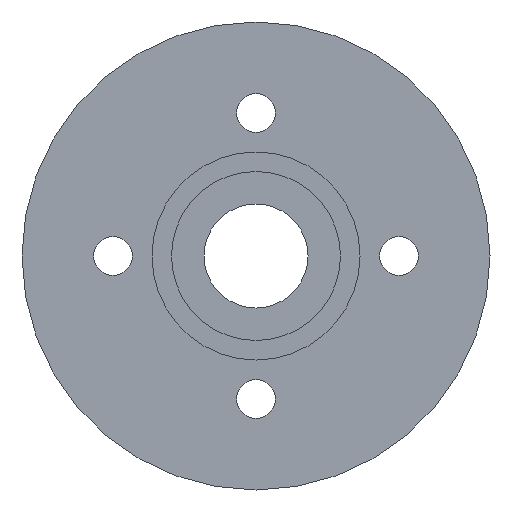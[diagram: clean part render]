
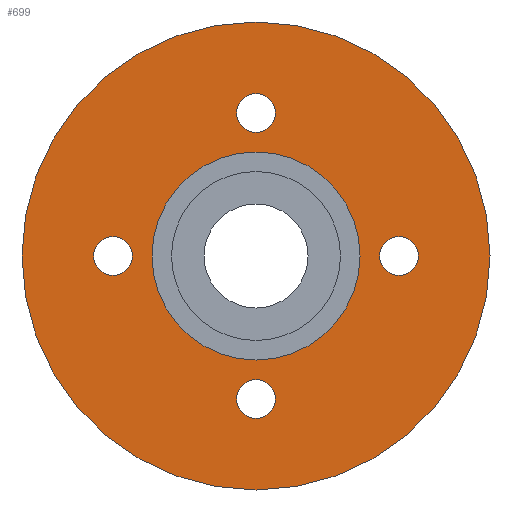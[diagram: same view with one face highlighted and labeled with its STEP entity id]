
A CAD part, front view. The second image highlights one B-rep face of the part: STEP entity #699.
In plain terms, the highlighted planar face has unit normal (0, -1, 0).
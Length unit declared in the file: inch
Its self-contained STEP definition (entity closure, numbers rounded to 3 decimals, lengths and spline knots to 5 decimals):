
#2 = CARTESIAN_POINT ( 'NONE',  ( -1.37496, 0., 0.00004 ) ) ;
#10 = EDGE_LOOP ( 'NONE', ( #496, #38 ) ) ;
#11 = ORIENTED_EDGE ( 'NONE', *, *, #688, .T. ) ;
#12 = AXIS2_PLACEMENT_3D ( 'NONE', #326, #92, #568 ) ;
#17 = DIRECTION ( 'NONE',  ( 0., 0., -1. ) ) ;
#37 = CARTESIAN_POINT ( 'NONE',  ( 0.00008, 0., 1.375 ) ) ;
#38 = ORIENTED_EDGE ( 'NONE', *, *, #95, .T. ) ;
#43 = CIRCLE ( 'NONE', #522, 0.1875 ) ;
#44 = DIRECTION ( 'NONE',  ( 0., 0., 1. ) ) ;
#46 = CARTESIAN_POINT ( 'NONE',  ( 0., 0., 0. ) ) ;
#49 = FACE_BOUND ( 'NONE', #617, .T. ) ;
#50 = CARTESIAN_POINT ( 'NONE',  ( -1.37496, 0., -0.18746 ) ) ;
#54 = ORIENTED_EDGE ( 'NONE', *, *, #746, .F. ) ;
#63 = AXIS2_PLACEMENT_3D ( 'NONE', #760, #452, #514 ) ;
#67 = CIRCLE ( 'NONE', #762, 0.1875 ) ;
#72 = ORIENTED_EDGE ( 'NONE', *, *, #517, .T. ) ;
#73 = DIRECTION ( 'NONE',  ( 0., 0., 1. ) ) ;
#89 = CIRCLE ( 'NONE', #288, 1. ) ;
#92 = DIRECTION ( 'NONE',  ( 0., 1., 0. ) ) ;
#95 = EDGE_CURVE ( 'NONE', #533, #416, #351, .T. ) ;
#98 = CARTESIAN_POINT ( 'NONE',  ( 0., 0., -2.25 ) ) ;
#103 = CIRCLE ( 'NONE', #590, 2.25 ) ;
#107 = PLANE ( 'NONE',  #771 ) ;
#111 = DIRECTION ( 'NONE',  ( 0., 0., -1. ) ) ;
#117 = CIRCLE ( 'NONE', #680, 0.1875 ) ;
#120 = VERTEX_POINT ( 'NONE', #266 ) ;
#126 = EDGE_CURVE ( 'NONE', #686, #582, #703, .T. ) ;
#129 = AXIS2_PLACEMENT_3D ( 'NONE', #2, #243, #363 ) ;
#141 = VERTEX_POINT ( 'NONE', #512 ) ;
#144 = CARTESIAN_POINT ( 'NONE',  ( -1.37496, 0., 0.00004 ) ) ;
#173 = DIRECTION ( 'NONE',  ( 0., 1., 0. ) ) ;
#179 = EDGE_CURVE ( 'NONE', #538, #120, #117, .T. ) ;
#199 = DIRECTION ( 'NONE',  ( 0., 0., 1. ) ) ;
#205 = AXIS2_PLACEMENT_3D ( 'NONE', #715, #775, #221 ) ;
#208 = CARTESIAN_POINT ( 'NONE',  ( 0.00008, 0., 1.1875 ) ) ;
#210 = DIRECTION ( 'NONE',  ( 0., 0., 1. ) ) ;
#221 = DIRECTION ( 'NONE',  ( 0., 0., 1. ) ) ;
#232 = AXIS2_PLACEMENT_3D ( 'NONE', #247, #672, #17 ) ;
#243 = DIRECTION ( 'NONE',  ( 0., 1., 0. ) ) ;
#245 = ORIENTED_EDGE ( 'NONE', *, *, #401, .F. ) ;
#247 = CARTESIAN_POINT ( 'NONE',  ( 0., 0., 0. ) ) ;
#249 = VERTEX_POINT ( 'NONE', #647 ) ;
#255 = DIRECTION ( 'NONE',  ( 0., 1., 0. ) ) ;
#259 = VERTEX_POINT ( 'NONE', #50 ) ;
#260 = DIRECTION ( 'NONE',  ( 0., 0., 1. ) ) ;
#266 = CARTESIAN_POINT ( 'NONE',  ( 0., 0., -1.5625 ) ) ;
#286 = FACE_BOUND ( 'NONE', #362, .T. ) ;
#288 = AXIS2_PLACEMENT_3D ( 'NONE', #46, #772, #111 ) ;
#289 = ORIENTED_EDGE ( 'NONE', *, *, #594, .F. ) ;
#321 = DIRECTION ( 'NONE',  ( 0., 1., 0. ) ) ;
#323 = ORIENTED_EDGE ( 'NONE', *, *, #785, .T. ) ;
#326 = CARTESIAN_POINT ( 'NONE',  ( 0., 0., 0. ) ) ;
#346 = CARTESIAN_POINT ( 'NONE',  ( 0., 0., 0. ) ) ;
#349 = VERTEX_POINT ( 'NONE', #372 ) ;
#351 = CIRCLE ( 'NONE', #726, 0.1875 ) ;
#354 = DIRECTION ( 'NONE',  ( 0., 1., 0. ) ) ;
#362 = EDGE_LOOP ( 'NONE', ( #245, #289 ) ) ;
#363 = DIRECTION ( 'NONE',  ( 0., 0., 1. ) ) ;
#367 = EDGE_LOOP ( 'NONE', ( #605, #569 ) ) ;
#372 = CARTESIAN_POINT ( 'NONE',  ( 1.37504, 0., 0.18746 ) ) ;
#386 = CARTESIAN_POINT ( 'NONE',  ( 0.00008, 0., 1.5625 ) ) ;
#392 = EDGE_CURVE ( 'NONE', #259, #652, #537, .T. ) ;
#401 = EDGE_CURVE ( 'NONE', #249, #486, #651, .T. ) ;
#405 = CARTESIAN_POINT ( 'NONE',  ( 0., 0., 2.25 ) ) ;
#409 = FACE_BOUND ( 'NONE', #10, .T. ) ;
#413 = EDGE_LOOP ( 'NONE', ( #11, #72 ) ) ;
#416 = VERTEX_POINT ( 'NONE', #386 ) ;
#427 = EDGE_LOOP ( 'NONE', ( #54, #656 ) ) ;
#431 = CIRCLE ( 'NONE', #63, 0.1875 ) ;
#441 = EDGE_CURVE ( 'NONE', #652, #259, #67, .T. ) ;
#445 = CARTESIAN_POINT ( 'NONE',  ( 0., 0., 0. ) ) ;
#447 = CIRCLE ( 'NONE', #205, 0.1875 ) ;
#452 = DIRECTION ( 'NONE',  ( 0., 1., 0. ) ) ;
#455 = CARTESIAN_POINT ( 'NONE',  ( 0., 0., -1.1875 ) ) ;
#465 = DIRECTION ( 'NONE',  ( 0., 1., 0. ) ) ;
#468 = FACE_BOUND ( 'NONE', #367, .T. ) ;
#486 = VERTEX_POINT ( 'NONE', #631 ) ;
#487 = ORIENTED_EDGE ( 'NONE', *, *, #179, .T. ) ;
#496 = ORIENTED_EDGE ( 'NONE', *, *, #662, .T. ) ;
#512 = CARTESIAN_POINT ( 'NONE',  ( 1.37504, 0., -0.18754 ) ) ;
#514 = DIRECTION ( 'NONE',  ( 0., 0., 1. ) ) ;
#517 = EDGE_CURVE ( 'NONE', #141, #349, #431, .T. ) ;
#522 = AXIS2_PLACEMENT_3D ( 'NONE', #587, #173, #44 ) ;
#530 = DIRECTION ( 'NONE',  ( 0., 1., 0. ) ) ;
#533 = VERTEX_POINT ( 'NONE', #208 ) ;
#537 = CIRCLE ( 'NONE', #129, 0.1875 ) ;
#538 = VERTEX_POINT ( 'NONE', #455 ) ;
#568 = DIRECTION ( 'NONE',  ( 0., 0., 1. ) ) ;
#569 = ORIENTED_EDGE ( 'NONE', *, *, #392, .T. ) ;
#582 = VERTEX_POINT ( 'NONE', #98 ) ;
#587 = CARTESIAN_POINT ( 'NONE',  ( 0.00008, 0., 1.375 ) ) ;
#588 = CARTESIAN_POINT ( 'NONE',  ( 0., 0., -1.375 ) ) ;
#590 = AXIS2_PLACEMENT_3D ( 'NONE', #445, #354, #199 ) ;
#594 = EDGE_CURVE ( 'NONE', #486, #249, #89, .T. ) ;
#605 = ORIENTED_EDGE ( 'NONE', *, *, #441, .T. ) ;
#606 = CARTESIAN_POINT ( 'NONE',  ( 0., 0., -1.375 ) ) ;
#617 = EDGE_LOOP ( 'NONE', ( #487, #323 ) ) ;
#631 = CARTESIAN_POINT ( 'NONE',  ( 0., 0., -1. ) ) ;
#647 = CARTESIAN_POINT ( 'NONE',  ( 0., 0., 1. ) ) ;
#649 = FACE_OUTER_BOUND ( 'NONE', #427, .T. ) ;
#651 = CIRCLE ( 'NONE', #232, 1. ) ;
#652 = VERTEX_POINT ( 'NONE', #724 ) ;
#656 = ORIENTED_EDGE ( 'NONE', *, *, #126, .F. ) ;
#662 = EDGE_CURVE ( 'NONE', #416, #533, #43, .T. ) ;
#672 = DIRECTION ( 'NONE',  ( 0., -1., 0. ) ) ;
#680 = AXIS2_PLACEMENT_3D ( 'NONE', #588, #465, #713 ) ;
#683 = CIRCLE ( 'NONE', #784, 0.1875 ) ;
#686 = VERTEX_POINT ( 'NONE', #405 ) ;
#688 = EDGE_CURVE ( 'NONE', #349, #141, #447, .T. ) ;
#695 = DIRECTION ( 'NONE',  ( 0., 1., 0. ) ) ;
#699 = ADVANCED_FACE ( 'NONE', ( #49, #468, #712, #409, #286, #649 ), #107, .F. ) ;
#703 = CIRCLE ( 'NONE', #12, 2.25 ) ;
#712 = FACE_BOUND ( 'NONE', #413, .T. ) ;
#713 = DIRECTION ( 'NONE',  ( 0., 0., 1. ) ) ;
#715 = CARTESIAN_POINT ( 'NONE',  ( 1.37504, 0., -0.00004 ) ) ;
#724 = CARTESIAN_POINT ( 'NONE',  ( -1.37496, 0., 0.18754 ) ) ;
#726 = AXIS2_PLACEMENT_3D ( 'NONE', #37, #695, #210 ) ;
#746 = EDGE_CURVE ( 'NONE', #582, #686, #103, .T. ) ;
#760 = CARTESIAN_POINT ( 'NONE',  ( 1.37504, 0., -0.00004 ) ) ;
#762 = AXIS2_PLACEMENT_3D ( 'NONE', #144, #321, #260 ) ;
#771 = AXIS2_PLACEMENT_3D ( 'NONE', #346, #530, #780 ) ;
#772 = DIRECTION ( 'NONE',  ( 0., -1., 0. ) ) ;
#775 = DIRECTION ( 'NONE',  ( 0., 1., 0. ) ) ;
#780 = DIRECTION ( 'NONE',  ( 0., 0., 1. ) ) ;
#784 = AXIS2_PLACEMENT_3D ( 'NONE', #606, #255, #73 ) ;
#785 = EDGE_CURVE ( 'NONE', #120, #538, #683, .T. ) ;
